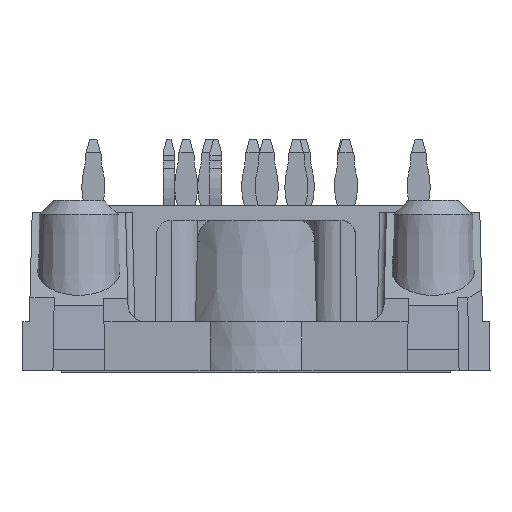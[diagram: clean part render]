
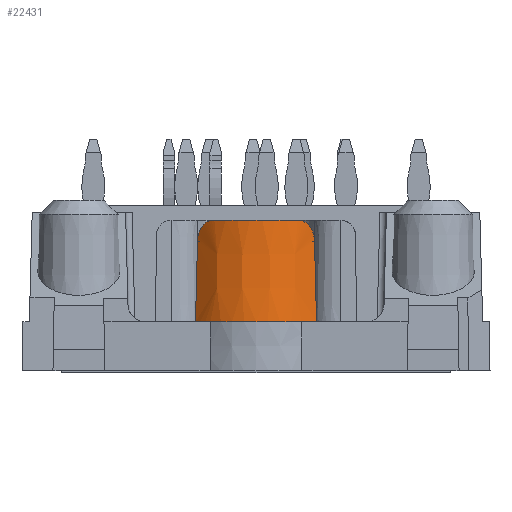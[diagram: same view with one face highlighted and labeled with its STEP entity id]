
A CAD part, left-side view. The second image highlights one B-rep face of the part: STEP entity #22431.
In plain terms, the highlighted conical face has half-angle 1 degrees and reference radius 5.5 mm.
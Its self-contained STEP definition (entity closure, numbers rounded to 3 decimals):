
#22=B_SPLINE_CURVE_WITH_KNOTS('',3,(#29789,#29790,#29791,#29792,#29793),
 .UNSPECIFIED.,.F.,.F.,(4,1,4),(0.,0.001,0.002),
 .UNSPECIFIED.);
#23=B_SPLINE_CURVE_WITH_KNOTS('',3,(#29803,#29804,#29805,#29806,#29807),
 .UNSPECIFIED.,.F.,.F.,(4,1,4),(0.,0.001,0.002),
 .UNSPECIFIED.);
#29=B_SPLINE_CURVE_WITH_KNOTS('',3,(#29969,#29970,#29971,#29972),
 .UNSPECIFIED.,.F.,.F.,(4,4),(0.,0.006),.UNSPECIFIED.);
#32=B_SPLINE_CURVE_WITH_KNOTS('',3,(#29990,#29991,#29992,#29993),
 .UNSPECIFIED.,.F.,.F.,(4,4),(0.,0.006),.UNSPECIFIED.);
#330=CONICAL_SURFACE('',#23401,5.5,0.017);
#372=CIRCLE('',#23342,5.377);
#395=CIRCLE('',#23402,5.5);
#396=CIRCLE('',#23403,5.5);
#397=CIRCLE('',#23404,5.5);
#1168=ORIENTED_EDGE('',*,*,#5966,.T.);
#1169=ORIENTED_EDGE('',*,*,#5967,.F.);
#1170=ORIENTED_EDGE('',*,*,#5968,.F.);
#1171=ORIENTED_EDGE('',*,*,#5969,.F.);
#1172=ORIENTED_EDGE('',*,*,#5960,.F.);
#1173=ORIENTED_EDGE('',*,*,#5893,.F.);
#1174=ORIENTED_EDGE('',*,*,#5890,.T.);
#1175=ORIENTED_EDGE('',*,*,#5888,.F.);
#5888=EDGE_CURVE('',#8314,#8315,#22,.T.);
#5890=EDGE_CURVE('',#8316,#8315,#372,.F.);
#5893=EDGE_CURVE('',#8316,#8318,#23,.T.);
#5960=EDGE_CURVE('',#8318,#8368,#29,.T.);
#5966=EDGE_CURVE('',#8314,#8371,#32,.T.);
#5967=EDGE_CURVE('',#8372,#8371,#395,.T.);
#5968=EDGE_CURVE('',#8373,#8372,#396,.T.);
#5969=EDGE_CURVE('',#8368,#8373,#397,.T.);
#8314=VERTEX_POINT('',#29788);
#8315=VERTEX_POINT('',#29794);
#8316=VERTEX_POINT('',#29798);
#8318=VERTEX_POINT('',#29808);
#8368=VERTEX_POINT('',#29973);
#8371=VERTEX_POINT('',#29989);
#8372=VERTEX_POINT('',#29996);
#8373=VERTEX_POINT('',#29998);
#13526=EDGE_LOOP('',(#1168,#1169,#1170,#1171,#1172,#1173,#1174,#1175));
#14532=FACE_BOUND('',#13526,.T.);
#22431=ADVANCED_FACE('',(#14532),#330,.T.);
#23342=AXIS2_PLACEMENT_3D('',#29797,#24946,#24947);
#23401=AXIS2_PLACEMENT_3D('',#29994,#25100,#25101);
#23402=AXIS2_PLACEMENT_3D('',#29995,#25102,#25103);
#23403=AXIS2_PLACEMENT_3D('',#29997,#25104,#25105);
#23404=AXIS2_PLACEMENT_3D('',#29999,#25106,#25107);
#24946=DIRECTION('',(0.,0.,1.));
#24947=DIRECTION('',(1.,0.,0.));
#25100=DIRECTION('',(0.,0.,-1.));
#25101=DIRECTION('',(-1.,0.,0.));
#25102=DIRECTION('',(0.,0.,-1.));
#25103=DIRECTION('',(-1.,0.,0.));
#25104=DIRECTION('',(0.,0.,-1.));
#25105=DIRECTION('',(-1.,0.,0.));
#25106=DIRECTION('',(0.,0.,-1.));
#25107=DIRECTION('',(-1.,0.,0.));
#29788=CARTESIAN_POINT('',(-31.061,4.063,8.976));
#29789=CARTESIAN_POINT('',(-31.061,4.063,8.976));
#29790=CARTESIAN_POINT('',(-31.061,4.054,9.372));
#29791=CARTESIAN_POINT('',(-31.318,3.829,10.144));
#29792=CARTESIAN_POINT('',(-31.821,3.224,10.45));
#29793=CARTESIAN_POINT('',(-32.034,2.89,10.45));
#29794=CARTESIAN_POINT('',(-32.034,2.89,10.45));
#29797=CARTESIAN_POINT('',(-27.5,0.,10.45));
#29798=CARTESIAN_POINT('',(-32.034,-2.89,10.45));
#29803=CARTESIAN_POINT('',(-32.034,-2.89,10.45));
#29804=CARTESIAN_POINT('',(-31.821,-3.224,10.45));
#29805=CARTESIAN_POINT('',(-31.319,-3.827,10.146));
#29806=CARTESIAN_POINT('',(-31.061,-4.054,9.372));
#29807=CARTESIAN_POINT('',(-31.061,-4.063,8.976));
#29808=CARTESIAN_POINT('',(-31.061,-4.063,8.976));
#29969=CARTESIAN_POINT('',(-31.061,-4.063,8.976));
#29970=CARTESIAN_POINT('',(-31.057,-4.11,7.117));
#29971=CARTESIAN_POINT('',(-31.053,-4.156,5.259));
#29972=CARTESIAN_POINT('',(-31.049,-4.201,3.4));
#29973=CARTESIAN_POINT('',(-31.049,-4.201,3.4));
#29989=CARTESIAN_POINT('',(-31.049,4.201,3.4));
#29990=CARTESIAN_POINT('',(-31.061,4.063,8.976));
#29991=CARTESIAN_POINT('',(-31.057,4.11,7.117));
#29992=CARTESIAN_POINT('',(-31.053,4.156,5.259));
#29993=CARTESIAN_POINT('',(-31.049,4.201,3.4));
#29994=CARTESIAN_POINT('',(-27.5,0.,3.4));
#29995=CARTESIAN_POINT('',(-27.5,0.,3.4));
#29996=CARTESIAN_POINT('',(-32.,3.162,3.4));
#29997=CARTESIAN_POINT('',(-27.5,0.,3.4));
#29998=CARTESIAN_POINT('',(-32.,-3.162,3.4));
#29999=CARTESIAN_POINT('',(-27.5,0.,3.4));
